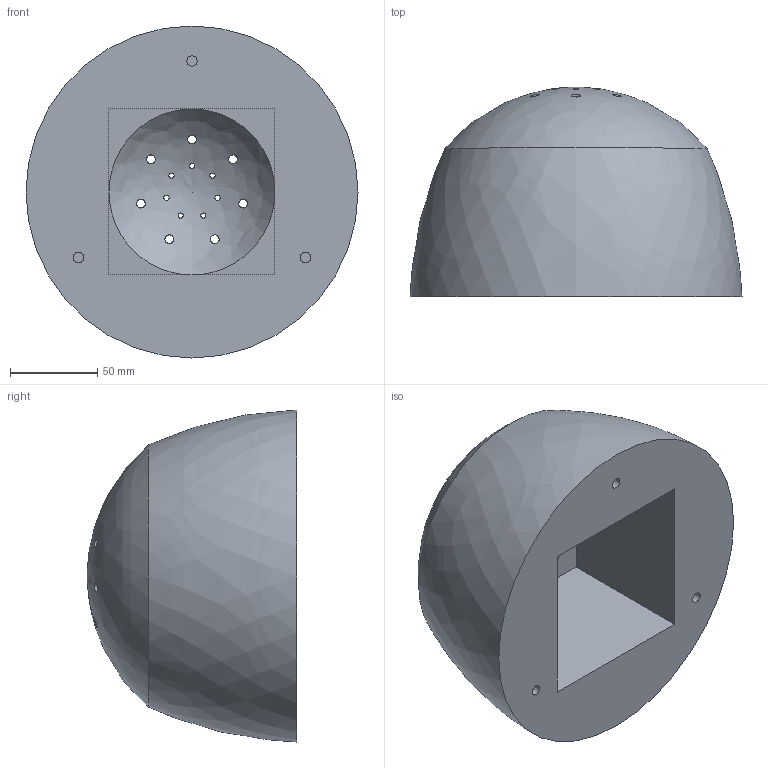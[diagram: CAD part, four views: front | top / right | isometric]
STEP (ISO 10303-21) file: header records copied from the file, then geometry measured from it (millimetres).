
FILE_DESCRIPTION(/* description */ (''),/* implementation_level */ '2;1');
FILE_NAME(/* name */ '601d8976-0700-48ce-81b8-2b606d84d6e8.stp',/* time_stamp */ '2016-11-07T10:14:12+00:00',/* author */ (''),/* organization */ (''),/* preprocessor_version */ 'ST-DEVELOPER v16.5',/* originating_system */ 'Autodesk Translation Framework v5.2.0.2920',/* authorisation */ '');
FILE_SCHEMA (('AUTOMOTIVE_DESIGN { 1 0 10303 214 3 1 1 }'));
Length unit declared in the file: millimetre
Products named in the file (1): pacman v6
Bounding box: 190 x 120 x 190 mm (x, y, z)
Volume: 318008.6 mm3; surface area: 264062.7 mm2
Topology: 1 solids, 2 shells, 61 faces, 184 edges, 128 vertices
Faces by surface type: cylinder 34, plane 21, bspline 6
Full cylindrical faces by diameter (mm): 3 x7, 5 x7, 6 x3, 7.8 x7, 9.8 x7, 10.8 x3
Entity records: 4542 total; most frequent: CARTESIAN_POINT 3208, ORIENTED_EDGE 244, DIRECTION 188, EDGE_LOOP 156, EDGE_CURVE 122, VERTEX_POINT 104, FACE_BOUND 95, AXIS2_PLACEMENT_3D 80
